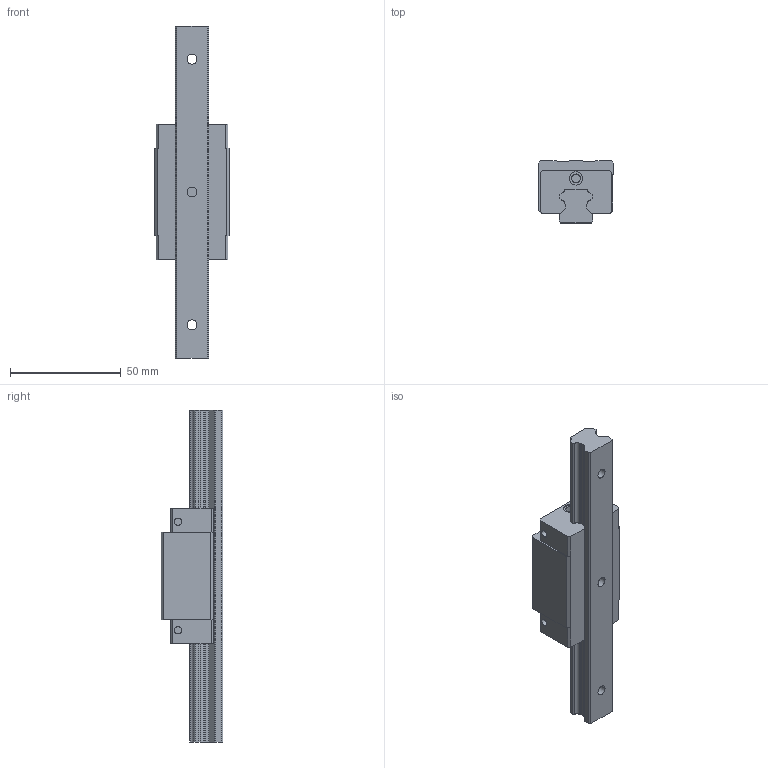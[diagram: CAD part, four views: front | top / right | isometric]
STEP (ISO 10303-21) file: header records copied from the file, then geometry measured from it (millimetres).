
FILE_DESCRIPTION(('STEP AP242'),'1');
FILE_NAME('hgh15ca.stp','2022-09-19T09:01:43',('TraceParts'),('TraceParts S.A.'),'Spatial InterOp 3D',' ',' ');
FILE_SCHEMA(('AP242_MANAGED_MODEL_BASED_3D_ENGINEERING_MIM_LF {1 0 10303 442 1 1 4}'));
Length unit declared in the file: millimetre
Products named in the file (1): hgh15ca_1
Bounding box: 34 x 28 x 150 mm (x, y, z)
Volume: 64010 mm3; surface area: 20581.2 mm2
Topology: 2 solids, 2 shells, 165 faces, 426 edges, 284 vertices
Faces by surface type: plane 93, cylinder 72
Entity records: 5095 total; most frequent: DIRECTION 904, CARTESIAN_POINT 877, ORIENTED_EDGE 852, EDGE_CURVE 426, AXIS2_PLACEMENT_3D 311, VERTEX_POINT 284, LINE 282, VECTOR 282
